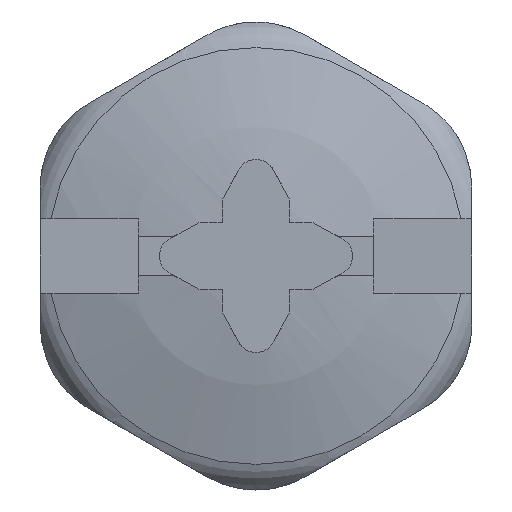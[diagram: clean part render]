
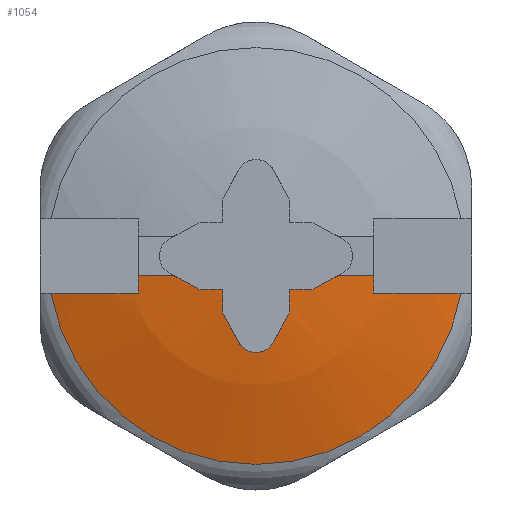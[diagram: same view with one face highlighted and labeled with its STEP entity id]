
A CAD part, left-side view. The second image highlights one B-rep face of the part: STEP entity #1054.
In plain terms, the highlighted spherical face has radius 17 mm.
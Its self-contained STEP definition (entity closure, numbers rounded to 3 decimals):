
#255=B_SPLINE_CURVE_WITH_KNOTS('',3,(#1571,#1572,#1573,#1574,#1575),
 .UNSPECIFIED.,.F.,.F.,(4,1,4),(0.,0.001,
0.001),.UNSPECIFIED.);
#275=ORIENTED_EDGE('',*,*,#593,.T.);
#276=ORIENTED_EDGE('',*,*,#594,.T.);
#277=ORIENTED_EDGE('',*,*,#595,.T.);
#278=ORIENTED_EDGE('',*,*,#596,.T.);
#279=ORIENTED_EDGE('',*,*,#597,.T.);
#280=ORIENTED_EDGE('',*,*,#598,.T.);
#281=ORIENTED_EDGE('',*,*,#599,.T.);
#282=ORIENTED_EDGE('',*,*,#600,.T.);
#283=ORIENTED_EDGE('',*,*,#601,.T.);
#284=ORIENTED_EDGE('',*,*,#602,.T.);
#285=ORIENTED_EDGE('',*,*,#603,.T.);
#286=ORIENTED_EDGE('',*,*,#604,.T.);
#287=ORIENTED_EDGE('',*,*,#605,.T.);
#288=ORIENTED_EDGE('',*,*,#606,.T.);
#289=ORIENTED_EDGE('',*,*,#607,.T.);
#290=ORIENTED_EDGE('',*,*,#608,.F.);
#593=EDGE_CURVE('',#752,#753,#861,.F.);
#594=EDGE_CURVE('',#753,#754,#862,.F.);
#595=EDGE_CURVE('',#754,#755,#863,.F.);
#596=EDGE_CURVE('',#755,#756,#864,.F.);
#597=EDGE_CURVE('',#756,#757,#865,.F.);
#598=EDGE_CURVE('',#757,#758,#866,.F.);
#599=EDGE_CURVE('',#758,#759,#867,.F.);
#600=EDGE_CURVE('',#759,#760,#255,.T.);
#601=EDGE_CURVE('',#760,#761,#868,.F.);
#602=EDGE_CURVE('',#761,#762,#869,.F.);
#603=EDGE_CURVE('',#762,#763,#870,.F.);
#604=EDGE_CURVE('',#763,#764,#871,.F.);
#605=EDGE_CURVE('',#764,#765,#872,.F.);
#606=EDGE_CURVE('',#765,#766,#873,.F.);
#607=EDGE_CURVE('',#766,#767,#874,.F.);
#608=EDGE_CURVE('',#752,#767,#875,.T.);
#752=VERTEX_POINT('',#1557);
#753=VERTEX_POINT('',#1558);
#754=VERTEX_POINT('',#1560);
#755=VERTEX_POINT('',#1562);
#756=VERTEX_POINT('',#1564);
#757=VERTEX_POINT('',#1566);
#758=VERTEX_POINT('',#1568);
#759=VERTEX_POINT('',#1570);
#760=VERTEX_POINT('',#1576);
#761=VERTEX_POINT('',#1578);
#762=VERTEX_POINT('',#1580);
#763=VERTEX_POINT('',#1582);
#764=VERTEX_POINT('',#1584);
#765=VERTEX_POINT('',#1586);
#766=VERTEX_POINT('',#1588);
#767=VERTEX_POINT('',#1590);
#861=CIRCLE('',#1129,16.973);
#862=CIRCLE('',#1130,16.733);
#863=CIRCLE('',#1131,16.993);
#864=CIRCLE('',#1132,16.94);
#865=CIRCLE('',#1133,16.978);
#866=CIRCLE('',#1134,16.978);
#867=CIRCLE('',#1135,16.94);
#868=CIRCLE('',#1136,16.94);
#869=CIRCLE('',#1137,16.978);
#870=CIRCLE('',#1138,16.978);
#871=CIRCLE('',#1139,16.94);
#872=CIRCLE('',#1140,16.993);
#873=CIRCLE('',#1141,16.733);
#874=CIRCLE('',#1142,16.973);
#875=CIRCLE('',#1143,5.313);
#912=EDGE_LOOP('',(#275,#276,#277,#278,#279,#280,#281,#282,#283,#284,#285,
#286,#287,#288,#289,#290));
#982=FACE_BOUND('',#912,.T.);
#1052=SPHERICAL_SURFACE('',#1128,17.);
#1054=ADVANCED_FACE('',(#982),#1052,.T.);
#1128=AXIS2_PLACEMENT_3D('',#1555,#1242,#1243);
#1129=AXIS2_PLACEMENT_3D('',#1556,#1244,#1245);
#1130=AXIS2_PLACEMENT_3D('',#1559,#1246,#1247);
#1131=AXIS2_PLACEMENT_3D('',#1561,#1248,#1249);
#1132=AXIS2_PLACEMENT_3D('',#1563,#1250,#1251);
#1133=AXIS2_PLACEMENT_3D('',#1565,#1252,#1253);
#1134=AXIS2_PLACEMENT_3D('',#1567,#1254,#1255);
#1135=AXIS2_PLACEMENT_3D('',#1569,#1256,#1257);
#1136=AXIS2_PLACEMENT_3D('',#1577,#1258,#1259);
#1137=AXIS2_PLACEMENT_3D('',#1579,#1260,#1261);
#1138=AXIS2_PLACEMENT_3D('',#1581,#1262,#1263);
#1139=AXIS2_PLACEMENT_3D('',#1583,#1264,#1265);
#1140=AXIS2_PLACEMENT_3D('',#1585,#1266,#1267);
#1141=AXIS2_PLACEMENT_3D('',#1587,#1268,#1269);
#1142=AXIS2_PLACEMENT_3D('',#1589,#1270,#1271);
#1143=AXIS2_PLACEMENT_3D('',#1591,#1272,#1273);
#1242=DIRECTION('',(1.,0.,0.));
#1243=DIRECTION('',(0.,1.,0.));
#1244=DIRECTION('',(0.,0.,1.));
#1245=DIRECTION('',(1.,0.,0.));
#1246=DIRECTION('',(0.,-1.,0.));
#1247=DIRECTION('',(0.,0.,-1.));
#1248=DIRECTION('',(0.,0.,1.));
#1249=DIRECTION('',(1.,0.,0.));
#1250=DIRECTION('',(0.,0.469,0.883));
#1251=DIRECTION('',(0.,-0.883,0.469));
#1252=DIRECTION('',(0.,0.017,1.));
#1253=DIRECTION('',(0.,-1.,0.017));
#1254=DIRECTION('',(0.,1.,0.017));
#1255=DIRECTION('',(0.,-0.017,1.));
#1256=DIRECTION('',(0.,0.883,0.469));
#1257=DIRECTION('',(0.,-0.469,0.883));
#1258=DIRECTION('',(0.,-0.883,0.469));
#1259=DIRECTION('',(0.,-0.469,-0.883));
#1260=DIRECTION('',(0.,-1.,0.017));
#1261=DIRECTION('',(0.,-0.017,-1.));
#1262=DIRECTION('',(0.,-0.017,1.));
#1263=DIRECTION('',(0.,-1.,-0.017));
#1264=DIRECTION('',(0.,-0.469,0.883));
#1265=DIRECTION('',(0.,-0.883,-0.469));
#1266=DIRECTION('',(0.,0.,1.));
#1267=DIRECTION('',(1.,0.,0.));
#1268=DIRECTION('',(0.,1.,0.));
#1269=DIRECTION('',(0.,0.,1.));
#1270=DIRECTION('',(0.,0.,1.));
#1271=DIRECTION('',(1.,0.,0.));
#1272=DIRECTION('',(1.,0.,0.));
#1273=DIRECTION('',(0.,0.,-1.));
#1555=CARTESIAN_POINT('',(12.65,0.,0.));
#1556=CARTESIAN_POINT('',(12.65,0.,-0.95));
#1557=CARTESIAN_POINT('',(-3.499,-5.227,-0.95));
#1558=CARTESIAN_POINT('',(-4.056,-3.,-0.95));
#1559=CARTESIAN_POINT('',(12.65,-3.,0.));
#1560=CARTESIAN_POINT('',(-4.076,-3.,-0.5));
#1561=CARTESIAN_POINT('',(12.65,0.,-0.5));
#1562=CARTESIAN_POINT('',(-4.213,-2.096,-0.5));
#1563=CARTESIAN_POINT('',(12.65,-0.669,-1.259));
#1564=CARTESIAN_POINT('',(-4.267,-1.454,-0.842));
#1565=CARTESIAN_POINT('',(12.65,-0.015,-0.867));
#1566=CARTESIAN_POINT('',(-4.307,-0.852,-0.852));
#1567=CARTESIAN_POINT('',(12.65,-0.867,-0.015));
#1568=CARTESIAN_POINT('',(-4.267,-0.842,-1.454));
#1569=CARTESIAN_POINT('',(12.65,-1.259,-0.669));
#1570=CARTESIAN_POINT('',(-4.202,-0.45,-2.189));
#1571=CARTESIAN_POINT('',(-4.202,-0.45,-2.189));
#1572=CARTESIAN_POINT('',(-4.184,-0.363,-2.353));
#1573=CARTESIAN_POINT('',(-4.159,0.,-2.567));
#1574=CARTESIAN_POINT('',(-4.184,0.363,-2.353));
#1575=CARTESIAN_POINT('',(-4.202,0.45,-2.189));
#1576=CARTESIAN_POINT('',(-4.202,0.45,-2.189));
#1577=CARTESIAN_POINT('',(12.65,1.259,-0.669));
#1578=CARTESIAN_POINT('',(-4.267,0.842,-1.454));
#1579=CARTESIAN_POINT('',(12.65,0.867,-0.015));
#1580=CARTESIAN_POINT('',(-4.307,0.852,-0.852));
#1581=CARTESIAN_POINT('',(12.65,0.015,-0.867));
#1582=CARTESIAN_POINT('',(-4.267,1.454,-0.842));
#1583=CARTESIAN_POINT('',(12.65,0.669,-1.259));
#1584=CARTESIAN_POINT('',(-4.213,2.096,-0.5));
#1585=CARTESIAN_POINT('',(12.65,0.,-0.5));
#1586=CARTESIAN_POINT('',(-4.076,3.,-0.5));
#1587=CARTESIAN_POINT('',(12.65,3.,0.));
#1588=CARTESIAN_POINT('',(-4.056,3.,-0.95));
#1589=CARTESIAN_POINT('',(12.65,0.,-0.95));
#1590=CARTESIAN_POINT('',(-3.499,5.227,-0.95));
#1591=CARTESIAN_POINT('',(-3.499,0.,0.));
